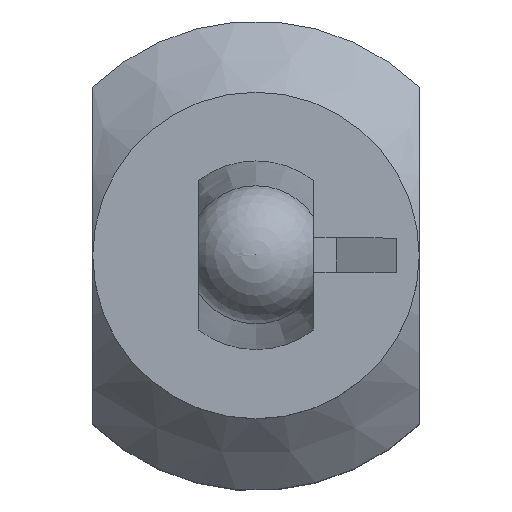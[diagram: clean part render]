
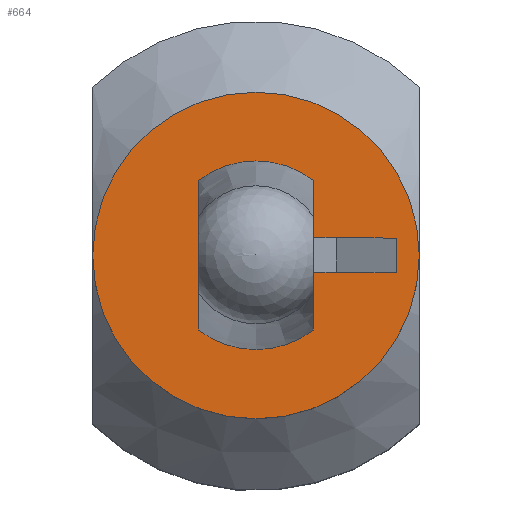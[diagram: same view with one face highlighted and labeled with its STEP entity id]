
A CAD part, top view. The second image highlights one B-rep face of the part: STEP entity #664.
In plain terms, the highlighted planar face has unit normal (0, 0, 1).
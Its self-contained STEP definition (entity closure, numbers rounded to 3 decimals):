
#35=CIRCLE('',#705,1.9);
#37=CIRCLE('',#708,1.9);
#50=CIRCLE('',#731,3.55);
#147=ORIENTED_EDGE('',*,*,#312,.T.);
#148=ORIENTED_EDGE('',*,*,#267,.T.);
#149=ORIENTED_EDGE('',*,*,#286,.T.);
#150=ORIENTED_EDGE('',*,*,#279,.T.);
#151=ORIENTED_EDGE('',*,*,#261,.T.);
#152=ORIENTED_EDGE('',*,*,#313,.F.);
#153=ORIENTED_EDGE('',*,*,#272,.T.);
#154=ORIENTED_EDGE('',*,*,#288,.T.);
#155=ORIENTED_EDGE('',*,*,#311,.F.);
#261=EDGE_CURVE('',#357,#356,#419,.T.);
#267=EDGE_CURVE('',#363,#362,#420,.T.);
#272=EDGE_CURVE('',#366,#367,#425,.T.);
#279=EDGE_CURVE('',#373,#372,#432,.T.);
#286=EDGE_CURVE('',#362,#373,#35,.T.);
#288=EDGE_CURVE('',#367,#357,#37,.T.);
#311=EDGE_CURVE('',#392,#392,#50,.T.);
#312=EDGE_CURVE('',#372,#363,#439,.T.);
#313=EDGE_CURVE('',#366,#356,#440,.T.);
#356=VERTEX_POINT('',#948);
#357=VERTEX_POINT('',#950);
#362=VERTEX_POINT('',#972);
#363=VERTEX_POINT('',#974);
#366=VERTEX_POINT('',#983);
#367=VERTEX_POINT('',#984);
#372=VERTEX_POINT('',#995);
#373=VERTEX_POINT('',#997);
#392=VERTEX_POINT('',#1088);
#419=LINE('',#949,#481);
#420=LINE('',#973,#482);
#425=LINE('',#982,#487);
#432=LINE('',#996,#494);
#439=LINE('',#1090,#501);
#440=LINE('',#1091,#502);
#481=VECTOR('',#767,1000.);
#482=VECTOR('',#770,1000.);
#487=VECTOR('',#777,1000.);
#494=VECTOR('',#784,1000.);
#501=VECTOR('',#853,1000.);
#502=VECTOR('',#854,1000.);
#555=EDGE_LOOP('',(#147,#148,#149,#150));
#556=EDGE_LOOP('',(#151,#152,#153,#154));
#557=EDGE_LOOP('',(#155));
#599=FACE_BOUND('',#555,.T.);
#600=FACE_BOUND('',#556,.T.);
#601=FACE_BOUND('',#557,.T.);
#629=PLANE('',#732);
#664=ADVANCED_FACE('',(#599,#600,#601),#629,.T.);
#705=AXIS2_PLACEMENT_3D('',#1022,#791,#792);
#708=AXIS2_PLACEMENT_3D('',#1025,#797,#798);
#731=AXIS2_PLACEMENT_3D('',#1087,#849,#850);
#732=AXIS2_PLACEMENT_3D('',#1089,#851,#852);
#767=DIRECTION('',(0.,-1.,0.));
#770=DIRECTION('',(0.,-1.,0.));
#777=DIRECTION('',(0.,1.,0.));
#784=DIRECTION('',(0.,1.,0.));
#791=DIRECTION('',(0.,0.,-1.));
#792=DIRECTION('',(-1.,0.,0.));
#797=DIRECTION('',(0.,0.,-1.));
#798=DIRECTION('',(-1.,0.,0.));
#849=DIRECTION('',(0.,0.,-1.));
#850=DIRECTION('',(-1.,0.,0.));
#851=DIRECTION('',(0.,0.,1.));
#852=DIRECTION('',(1.,0.,0.));
#853=DIRECTION('',(1.,0.,0.));
#854=DIRECTION('',(1.,0.,0.));
#948=CARTESIAN_POINT('',(1.25,0.899,9.5));
#949=CARTESIAN_POINT('',(1.25,2.05,9.5));
#950=CARTESIAN_POINT('',(1.25,1.431,9.5));
#972=CARTESIAN_POINT('',(1.25,-1.431,9.5));
#973=CARTESIAN_POINT('',(1.25,2.05,9.5));
#974=CARTESIAN_POINT('',(1.25,-0.899,9.5));
#982=CARTESIAN_POINT('',(-1.25,-2.05,9.5));
#983=CARTESIAN_POINT('',(-1.25,0.899,9.5));
#984=CARTESIAN_POINT('',(-1.25,1.431,9.5));
#995=CARTESIAN_POINT('',(-1.25,-0.899,9.5));
#996=CARTESIAN_POINT('',(-1.25,-2.05,9.5));
#997=CARTESIAN_POINT('',(-1.25,-1.431,9.5));
#1022=CARTESIAN_POINT('',(0.,0.,9.5));
#1025=CARTESIAN_POINT('',(0.,0.,9.5));
#1087=CARTESIAN_POINT('',(0.,0.,9.5));
#1088=CARTESIAN_POINT('',(-3.55,0.,9.5));
#1089=CARTESIAN_POINT('',(-3.55,0.,9.5));
#1090=CARTESIAN_POINT('',(-1.25,-0.899,9.5));
#1091=CARTESIAN_POINT('',(-1.25,0.899,9.5));
